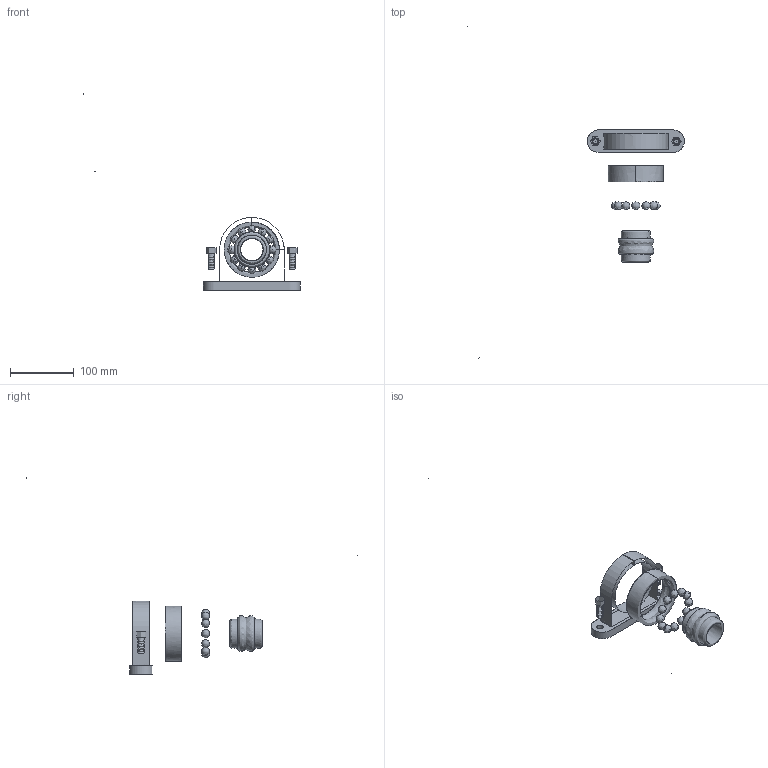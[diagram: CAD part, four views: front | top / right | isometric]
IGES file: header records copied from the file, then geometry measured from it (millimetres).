
Start section: This file was produced by MicroStation IGES
Global section: file name: bearexpl.igs; native system: MicroStation Version 4.0; preprocessor: 4.0.0; author: Me; date: 940422.103015; units: inch
Bounding box: 340.59 x 521.73 x 308.28 mm (x, y, z)
Surface area: 68095.8 mm2 (no closed solid volume)
Topology: 0 solids, 0 shells, 29 faces, 320 edges, 292 vertices
Faces by surface type: bspline 29
